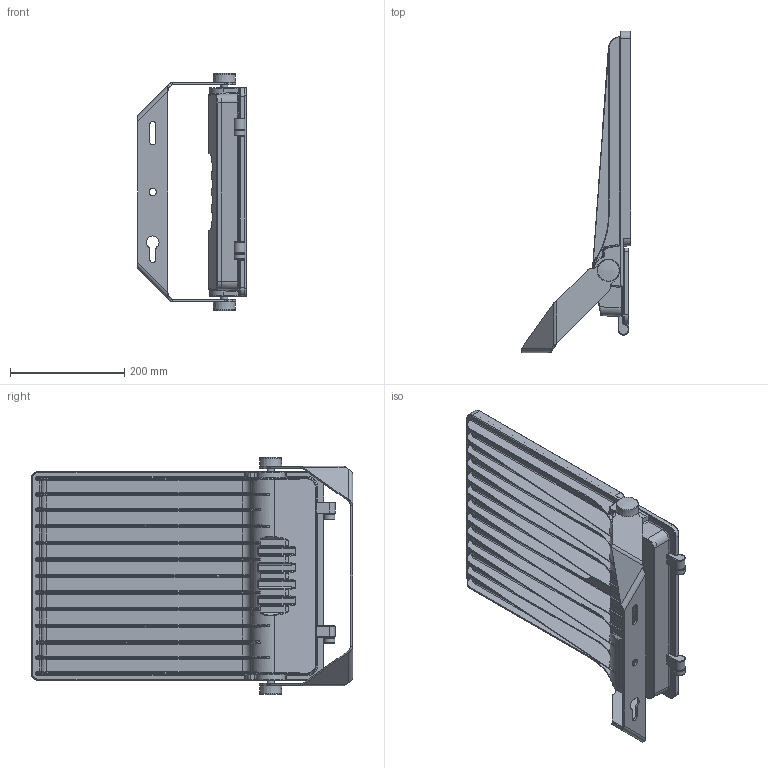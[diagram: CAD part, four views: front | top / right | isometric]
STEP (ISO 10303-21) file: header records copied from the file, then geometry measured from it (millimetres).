
FILE_DESCRIPTION (( 'STEP AP214' ), '1' );
FILE_NAME ('FL_FLEX_250W.STEP', '2024-09-25T07:24:21', ( '' ), ( '' ), 'SwSTEP 2.0', 'SolidWorks 2022', '' );
FILE_SCHEMA (( 'AUTOMOTIVE_DESIGN' ));
Length unit declared in the file: millimetre
Products named in the file (1): FL_FLEX_250W
Bounding box: 192.3 x 562.18 x 415.28 mm (x, y, z)
Volume: 2302398.2 mm3; surface area: 1104072.9 mm2
Topology: 8 solids, 8 shells, 1107 faces, 2638 edges, 1546 vertices
Faces by surface type: cylinder 405, bspline 390, plane 232, torus 46, cone 28, sphere 6
Full cylindrical faces by diameter (mm): 12.5 x2
Entity records: 69384 total; most frequent: CARTESIAN_POINT 35017, ORIENTED_EDGE 5232, DIRECTION 3770, EDGE_CURVE 2616, VERTEX_POINT 1544, AXIS2_PLACEMENT_3D 1422, EDGE_LOOP 1142, UNCERTAINTY_MEASURE_WITH_UNIT 1117
